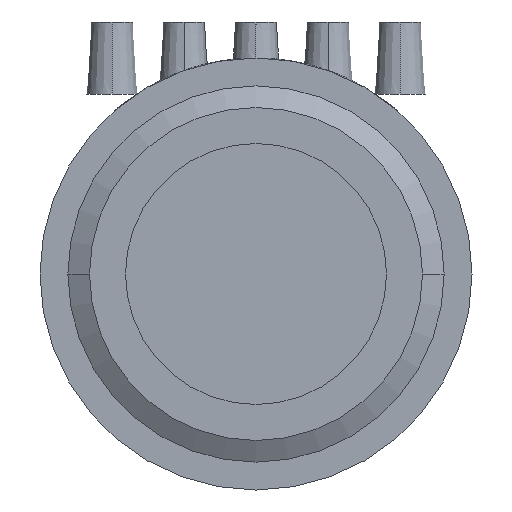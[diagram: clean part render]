
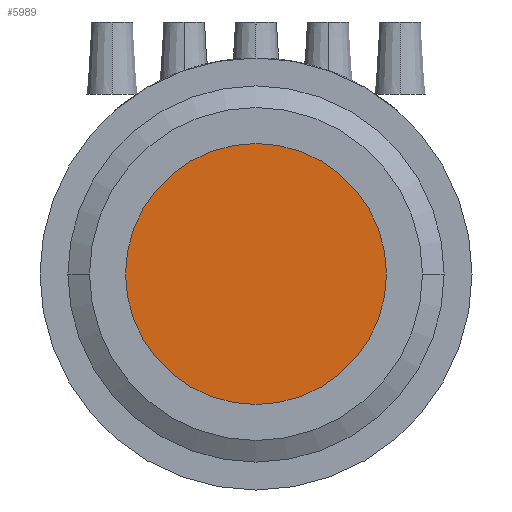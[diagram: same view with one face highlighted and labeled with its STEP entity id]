
A CAD part, front view. The second image highlights one B-rep face of the part: STEP entity #5989.
In plain terms, the highlighted planar face has unit normal (0, -1, 0).
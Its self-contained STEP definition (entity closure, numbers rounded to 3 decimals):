
#994=CARTESIAN_POINT('',(0.,207.,0.));
#995=DIRECTION('',(0.,-1.,0.));
#996=DIRECTION('',(1.,0.,0.));
#997=AXIS2_PLACEMENT_3D('',#994,#995,#996);
#1720=CARTESIAN_POINT('',(0.,207.,0.));
#1721=DIRECTION('',(0.,1.,0.));
#1722=DIRECTION('',(1.,0.,0.));
#1723=AXIS2_PLACEMENT_3D('',#1720,#1721,#1722);
#4419=CARTESIAN_POINT('',(10.,207.,0.));
#4421=VERTEX_POINT('',#4419);
#4427=CARTESIAN_POINT('',(-10.,207.,0.));
#4429=VERTEX_POINT('',#4427);
#5978=CARTESIAN_POINT('',(0.,207.,0.));
#5979=DIRECTION('',(0.,-1.,0.));
#5980=DIRECTION('',(-1.,0.,0.));
#5981=AXIS2_PLACEMENT_3D('',#5978,#5979,#5980);
#5982=PLANE('',#5981);
#5984=ORIENTED_EDGE('',*,*,#5983,.T.);
#5986=ORIENTED_EDGE('',*,*,#5985,.F.);
#5987=EDGE_LOOP('',(#5984,#5986));
#5988=FACE_OUTER_BOUND('',#5987,.F.);
#5989=ADVANCED_FACE('',(#5988),#5982,.T.);
#998=CIRCLE('',#997,10.);
#1724=CIRCLE('',#1723,10.);
#5983=EDGE_CURVE('',#4421,#4429,#1724,.T.);
#5985=EDGE_CURVE('',#4421,#4429,#998,.T.);
